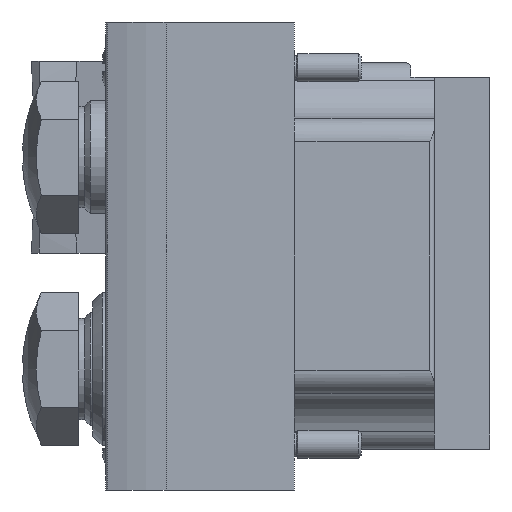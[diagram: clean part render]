
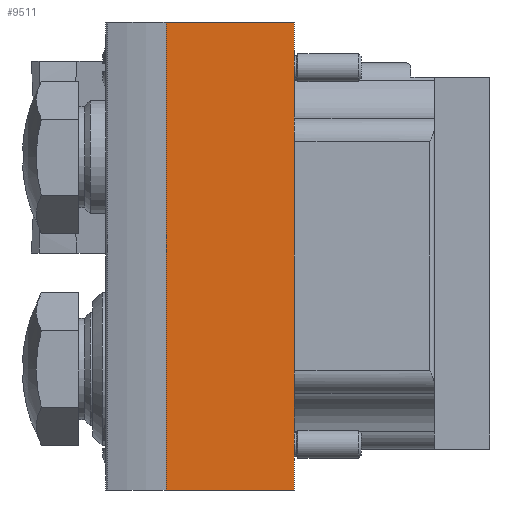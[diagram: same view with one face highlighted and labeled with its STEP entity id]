
A CAD part, left-side view. The second image highlights one B-rep face of the part: STEP entity #9511.
In plain terms, the highlighted planar face has unit normal (-1, 0, 0).
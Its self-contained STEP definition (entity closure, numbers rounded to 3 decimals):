
#633=ORIENTED_EDGE('',*,*,#2685,.T.);
#634=ORIENTED_EDGE('',*,*,#2686,.F.);
#635=ORIENTED_EDGE('',*,*,#2687,.F.);
#636=ORIENTED_EDGE('',*,*,#2682,.T.);
#2682=EDGE_CURVE('',#3709,#3708,#4422,.T.);
#2685=EDGE_CURVE('',#3708,#3711,#4424,.T.);
#2686=EDGE_CURVE('',#3712,#3711,#4425,.T.);
#2687=EDGE_CURVE('',#3709,#3712,#4426,.T.);
#3708=VERTEX_POINT('',#13084);
#3709=VERTEX_POINT('',#13086);
#3711=VERTEX_POINT('',#13092);
#3712=VERTEX_POINT('',#13094);
#4422=LINE('',#13085,#5088);
#4424=LINE('',#13091,#5090);
#4425=LINE('',#13093,#5091);
#4426=LINE('',#13095,#5092);
#5088=VECTOR('',#10824,1000.);
#5090=VECTOR('',#10830,1000.);
#5091=VECTOR('',#10831,1000.);
#5092=VECTOR('',#10832,1000.);
#5745=EDGE_LOOP('',(#633,#634,#635,#636));
#6361=FACE_BOUND('',#5745,.T.);
#6972=PLANE('',#10002);
#9511=ADVANCED_FACE('',(#6361),#6972,.F.);
#10002=AXIS2_PLACEMENT_3D('',#13090,#10828,#10829);
#10824=DIRECTION('',(0.,0.,-1.));
#10828=DIRECTION('',(1.,0.,0.));
#10829=DIRECTION('',(0.,0.,-1.));
#10830=DIRECTION('',(0.,-1.,0.));
#10831=DIRECTION('',(0.,0.,-1.));
#10832=DIRECTION('',(0.,-1.,0.));
#13084=CARTESIAN_POINT('',(-53.65,13.6,-24.85));
#13085=CARTESIAN_POINT('',(-53.65,13.6,24.85));
#13086=CARTESIAN_POINT('',(-53.65,13.6,24.85));
#13090=CARTESIAN_POINT('',(-53.65,13.6,24.85));
#13091=CARTESIAN_POINT('',(-53.65,13.6,-24.85));
#13092=CARTESIAN_POINT('',(-53.65,0.,-24.85));
#13093=CARTESIAN_POINT('',(-53.65,0.,24.85));
#13094=CARTESIAN_POINT('',(-53.65,0.,24.85));
#13095=CARTESIAN_POINT('',(-53.65,13.6,24.85));
